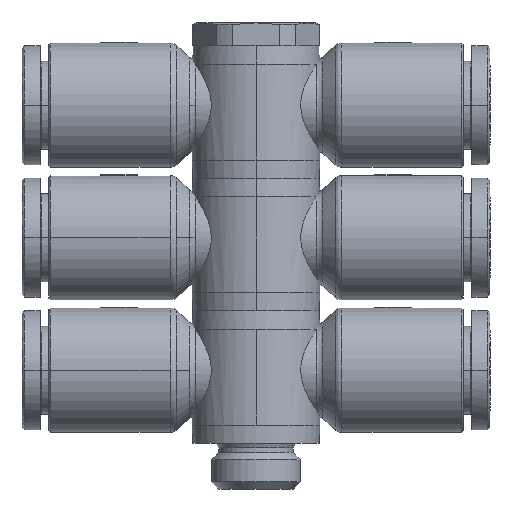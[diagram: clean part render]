
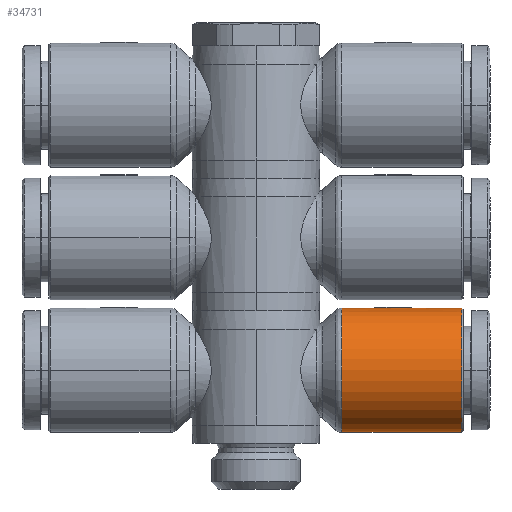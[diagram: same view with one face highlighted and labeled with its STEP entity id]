
A CAD part, front view. The second image highlights one B-rep face of the part: STEP entity #34731.
In plain terms, the highlighted cylindrical face has radius 6.8 mm (diameter 13.6 mm), a partial arc.
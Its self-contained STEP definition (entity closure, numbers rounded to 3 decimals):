
#273 = EDGE_LOOP ( 'NONE', ( #11204, #30273, #45891, #83786, #7872, #45839, #85515, #68134, #38699 ) ) ;
#1089 = AXIS2_PLACEMENT_3D ( 'NONE', #79768, #65828, #45521 ) ;
#1601 = CARTESIAN_POINT ( 'NONE',  ( -15., 0., -29. ) ) ;
#2157 = VERTEX_POINT ( 'NONE', #12177 ) ;
#5253 = EDGE_CURVE ( 'NONE', #40960, #26140, #58091, .T. ) ;
#7872 = ORIENTED_EDGE ( 'NONE', *, *, #79062, .T. ) ;
#11204 = ORIENTED_EDGE ( 'NONE', *, *, #43092, .T. ) ;
#11331 = CARTESIAN_POINT ( 'NONE',  ( -15., 0.5, -22.218 ) ) ;
#11986 = VERTEX_POINT ( 'NONE', #62118 ) ;
#12168 = AXIS2_PLACEMENT_3D ( 'NONE', #79698, #39190, #38915 ) ;
#12177 = CARTESIAN_POINT ( 'NONE',  ( -7.384, 0., -22.2 ) ) ;
#15573 = AXIS2_PLACEMENT_3D ( 'NONE', #81424, #55120, #68651 ) ;
#16007 = CIRCLE ( 'NONE', #72818, 6.8 ) ;
#16746 = CARTESIAN_POINT ( 'NONE',  ( -13., 0., -35.8 ) ) ;
#17122 = VERTEX_POINT ( 'NONE', #36645 ) ;
#17657 = VECTOR ( 'NONE', #73818, 1000. ) ;
#18810 = CARTESIAN_POINT ( 'NONE',  ( -7.384, 0., -35.8 ) ) ;
#20696 = VECTOR ( 'NONE', #42672, 1000. ) ;
#23356 = VERTEX_POINT ( 'NONE', #68675 ) ;
#25379 = CIRCLE ( 'NONE', #30509, 6.8 ) ;
#26140 = VERTEX_POINT ( 'NONE', #83490 ) ;
#26330 = DIRECTION ( 'NONE',  ( 1., 0., 0. ) ) ;
#27261 = CARTESIAN_POINT ( 'NONE',  ( -15., 0., -22.2 ) ) ;
#30233 = EDGE_CURVE ( 'NONE', #17122, #2157, #31241, .T. ) ;
#30273 = ORIENTED_EDGE ( 'NONE', *, *, #42795, .T. ) ;
#30509 = AXIS2_PLACEMENT_3D ( 'NONE', #1601, #61153, #41950 ) ;
#30872 = CARTESIAN_POINT ( 'NONE',  ( -13., 0., -22.2 ) ) ;
#31241 = LINE ( 'NONE', #62743, #20696 ) ;
#32568 = CARTESIAN_POINT ( 'NONE',  ( -7.384, 0., -29. ) ) ;
#34606 = VERTEX_POINT ( 'NONE', #11331 ) ;
#34731 = ADVANCED_FACE ( 'NONE', ( #87553 ), #59092, .T. ) ;
#35542 = LINE ( 'NONE', #30872, #64085 ) ;
#36645 = CARTESIAN_POINT ( 'NONE',  ( -11., 0., -22.2 ) ) ;
#36865 = EDGE_CURVE ( 'NONE', #40960, #75247, #86977, .T. ) ;
#38699 = ORIENTED_EDGE ( 'NONE', *, *, #5253, .T. ) ;
#38819 = LINE ( 'NONE', #72671, #17657 ) ;
#38915 = DIRECTION ( 'NONE',  ( 0., 0., -1. ) ) ;
#39190 = DIRECTION ( 'NONE',  ( 1., 0., 0. ) ) ;
#40960 = VERTEX_POINT ( 'NONE', #71649 ) ;
#41950 = DIRECTION ( 'NONE',  ( 0., 0., -1. ) ) ;
#42672 = DIRECTION ( 'NONE',  ( 1., 0., 0. ) ) ;
#42795 = EDGE_CURVE ( 'NONE', #11986, #45857, #35542, .T. ) ;
#43092 = EDGE_CURVE ( 'NONE', #26140, #11986, #85227, .T. ) ;
#44602 = DIRECTION ( 'NONE',  ( 1., 0., 0. ) ) ;
#45521 = DIRECTION ( 'NONE',  ( 0., 0., -1. ) ) ;
#45839 = ORIENTED_EDGE ( 'NONE', *, *, #30233, .T. ) ;
#45857 = VERTEX_POINT ( 'NONE', #27261 ) ;
#45891 = ORIENTED_EDGE ( 'NONE', *, *, #68341, .T. ) ;
#46781 = DIRECTION ( 'NONE',  ( 0., 0., -1. ) ) ;
#50867 = DIRECTION ( 'NONE',  ( 0., 0., -1. ) ) ;
#52395 = CIRCLE ( 'NONE', #78381, 6.8 ) ;
#55120 = DIRECTION ( 'NONE',  ( 1., 0., 0. ) ) ;
#58091 = CIRCLE ( 'NONE', #1089, 6.8 ) ;
#59092 = CYLINDRICAL_SURFACE ( 'NONE', #12168, 6.8 ) ;
#61153 = DIRECTION ( 'NONE',  ( -1., 0., 0. ) ) ;
#61927 = EDGE_CURVE ( 'NONE', #34606, #23356, #38819, .T. ) ;
#62118 = CARTESIAN_POINT ( 'NONE',  ( -20.5, 0., -22.2 ) ) ;
#62743 = CARTESIAN_POINT ( 'NONE',  ( -13., 0., -22.2 ) ) ;
#64085 = VECTOR ( 'NONE', #66028, 1000. ) ;
#65828 = DIRECTION ( 'NONE',  ( 1., 0., 0. ) ) ;
#66028 = DIRECTION ( 'NONE',  ( 1., 0., 0. ) ) ;
#68134 = ORIENTED_EDGE ( 'NONE', *, *, #36865, .F. ) ;
#68341 = EDGE_CURVE ( 'NONE', #45857, #34606, #25379, .T. ) ;
#68651 = DIRECTION ( 'NONE',  ( 0., 0., -1. ) ) ;
#68675 = CARTESIAN_POINT ( 'NONE',  ( -11., 0.5, -22.218 ) ) ;
#68983 = VECTOR ( 'NONE', #44602, 1000. ) ;
#71535 = DIRECTION ( 'NONE',  ( 1., 0., 0. ) ) ;
#71649 = CARTESIAN_POINT ( 'NONE',  ( -20.5, 0., -35.8 ) ) ;
#71819 = CARTESIAN_POINT ( 'NONE',  ( -11., 0., -29. ) ) ;
#72671 = CARTESIAN_POINT ( 'NONE',  ( -13., 0.5, -22.218 ) ) ;
#72818 = AXIS2_PLACEMENT_3D ( 'NONE', #71819, #71535, #50867 ) ;
#73818 = DIRECTION ( 'NONE',  ( 1., 0., 0. ) ) ;
#75247 = VERTEX_POINT ( 'NONE', #18810 ) ;
#78381 = AXIS2_PLACEMENT_3D ( 'NONE', #32568, #26330, #46781 ) ;
#79062 = EDGE_CURVE ( 'NONE', #23356, #17122, #16007, .T. ) ;
#79698 = CARTESIAN_POINT ( 'NONE',  ( -13., 0., -29. ) ) ;
#79768 = CARTESIAN_POINT ( 'NONE',  ( -20.5, 0., -29. ) ) ;
#81424 = CARTESIAN_POINT ( 'NONE',  ( -20.5, 0., -29. ) ) ;
#83490 = CARTESIAN_POINT ( 'NONE',  ( -20.5, 6.8, -29. ) ) ;
#83786 = ORIENTED_EDGE ( 'NONE', *, *, #61927, .T. ) ;
#85227 = CIRCLE ( 'NONE', #15573, 6.8 ) ;
#85515 = ORIENTED_EDGE ( 'NONE', *, *, #87515, .F. ) ;
#86977 = LINE ( 'NONE', #16746, #68983 ) ;
#87515 = EDGE_CURVE ( 'NONE', #75247, #2157, #52395, .T. ) ;
#87553 = FACE_OUTER_BOUND ( 'NONE', #273, .T. ) ;
